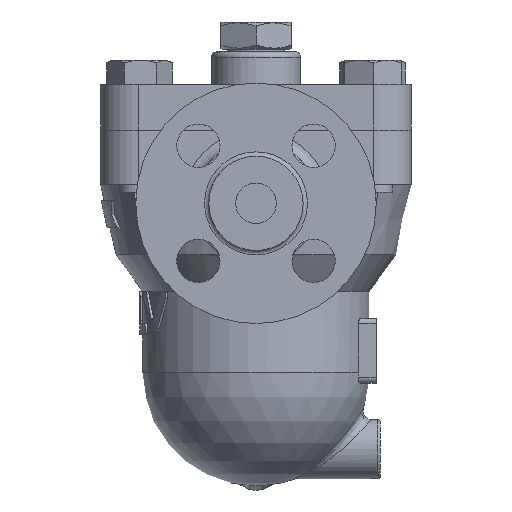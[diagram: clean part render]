
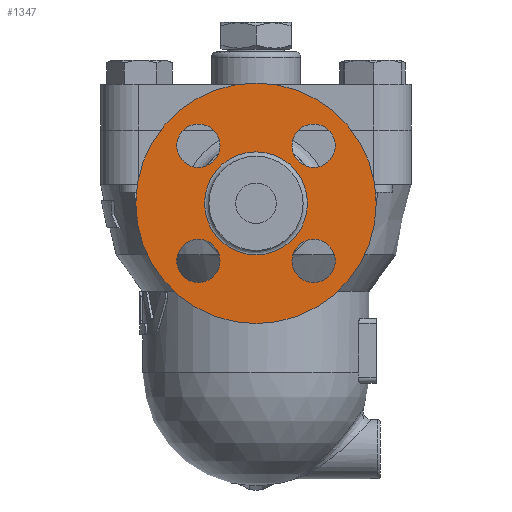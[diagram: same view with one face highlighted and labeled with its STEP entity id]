
A CAD part, left-side view. The second image highlights one B-rep face of the part: STEP entity #1347.
In plain terms, the highlighted planar face has unit normal (-1, 0, 0).
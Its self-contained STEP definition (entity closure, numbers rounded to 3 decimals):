
#1261=CARTESIAN_POINT('',(-107.9,0.,-7.95));
#1262=VERTEX_POINT('',#1261);
#1263=CARTESIAN_POINT('',(-107.9,0.0,-27.));
#1264=DIRECTION('',(-1.0,0.0,0.0));
#1265=DIRECTION('',(0.0,0.0,-1.0));
#1266=AXIS2_PLACEMENT_3D('',#1263,#1264,#1265);
#1267=CIRCLE('',#1266,19.05);
#1268=EDGE_CURVE('',#1262,#1262,#1267,.T.);
#1284=CARTESIAN_POINT('',(-107.9,0.0,3.975));
#1285=DIRECTION('',(-1.0,0.0,0.0));
#1286=DIRECTION('',(0.0,0.0,1.0));
#1287=AXIS2_PLACEMENT_3D('',#1284,#1285,#1286);
#1288=PLANE('',#1287);
#1289=CARTESIAN_POINT('',(-107.9,0.0,17.5));
#1290=VERTEX_POINT('',#1289);
#1291=CARTESIAN_POINT('',(-107.9,0.0,-27.));
#1292=DIRECTION('',(-1.0,0.0,0.0));
#1293=DIRECTION('',(0.0,0.0,1.0));
#1294=AXIS2_PLACEMENT_3D('',#1291,#1292,#1293);
#1295=CIRCLE('',#1294,44.5);
#1296=EDGE_CURVE('',#1290,#1290,#1295,.T.);
#1297=ORIENTED_EDGE('',*,*,#1296,.T.);
#1298=EDGE_LOOP('',(#1297));
#1299=FACE_OUTER_BOUND('',#1298,.T.);
#1300=CARTESIAN_POINT('',(-107.9,-21.319,2.319));
#1301=VERTEX_POINT('',#1300);
#1302=CARTESIAN_POINT('',(-107.9,-21.319,-5.681));
#1303=DIRECTION('',(1.0,0.0,0.0));
#1304=DIRECTION('',(0.0,0.0,1.0));
#1305=AXIS2_PLACEMENT_3D('',#1302,#1303,#1304);
#1306=CIRCLE('',#1305,8.0);
#1307=EDGE_CURVE('',#1301,#1301,#1306,.T.);
#1308=ORIENTED_EDGE('',*,*,#1307,.T.);
#1309=EDGE_LOOP('',(#1308));
#1310=FACE_BOUND('',#1309,.T.);
#1311=CARTESIAN_POINT('',(-107.9,29.319,-5.681));
#1312=VERTEX_POINT('',#1311);
#1313=CARTESIAN_POINT('',(-107.9,21.319,-5.681));
#1314=DIRECTION('',(1.0,0.0,0.0));
#1315=DIRECTION('',(0.0,1.0,0.0));
#1316=AXIS2_PLACEMENT_3D('',#1313,#1314,#1315);
#1317=CIRCLE('',#1316,8.0);
#1318=EDGE_CURVE('',#1312,#1312,#1317,.T.);
#1319=ORIENTED_EDGE('',*,*,#1318,.T.);
#1320=EDGE_LOOP('',(#1319));
#1321=FACE_BOUND('',#1320,.T.);
#1322=CARTESIAN_POINT('',(-107.9,21.319,-56.319));
#1323=VERTEX_POINT('',#1322);
#1324=CARTESIAN_POINT('',(-107.9,21.319,-48.319));
#1325=DIRECTION('',(1.0,0.0,0.0));
#1326=DIRECTION('',(0.0,0.0,-1.0));
#1327=AXIS2_PLACEMENT_3D('',#1324,#1325,#1326);
#1328=CIRCLE('',#1327,8.0);
#1329=EDGE_CURVE('',#1323,#1323,#1328,.T.);
#1330=ORIENTED_EDGE('',*,*,#1329,.T.);
#1331=EDGE_LOOP('',(#1330));
#1332=FACE_BOUND('',#1331,.T.);
#1333=CARTESIAN_POINT('',(-107.9,-29.319,-48.319));
#1334=VERTEX_POINT('',#1333);
#1335=CARTESIAN_POINT('',(-107.9,-21.319,-48.319));
#1336=DIRECTION('',(1.0,0.0,0.0));
#1337=DIRECTION('',(0.0,-1.0,0.0));
#1338=AXIS2_PLACEMENT_3D('',#1335,#1336,#1337);
#1339=CIRCLE('',#1338,8.0);
#1340=EDGE_CURVE('',#1334,#1334,#1339,.T.);
#1341=ORIENTED_EDGE('',*,*,#1340,.T.);
#1342=EDGE_LOOP('',(#1341));
#1343=FACE_BOUND('',#1342,.T.);
#1344=ORIENTED_EDGE('',*,*,#1268,.F.);
#1345=EDGE_LOOP('',(#1344));
#1346=FACE_BOUND('',#1345,.T.);
#1347=ADVANCED_FACE('',(#1299,#1310,#1321,#1332,#1343,#1346),#1288,.T.);
